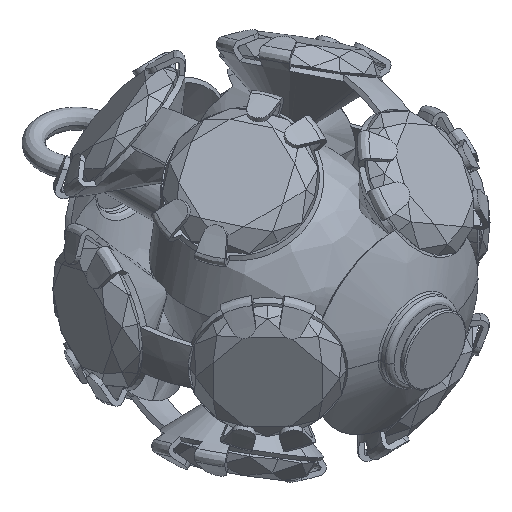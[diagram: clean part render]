
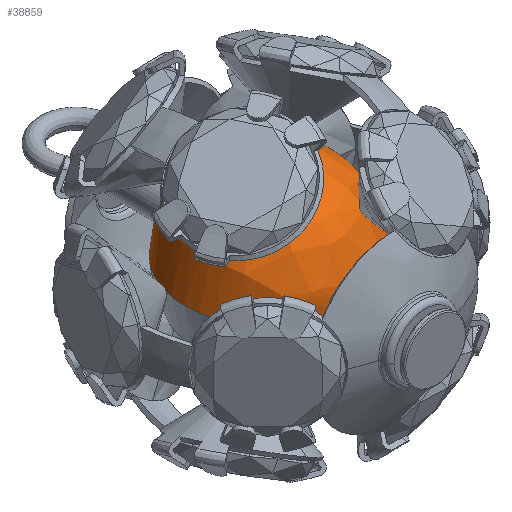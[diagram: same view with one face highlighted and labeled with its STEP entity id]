
A CAD part, isometric view. The second image highlights one B-rep face of the part: STEP entity #38859.
In plain terms, the highlighted free-form (B-spline) face has degree [2, 2] with [5, 3] control points.
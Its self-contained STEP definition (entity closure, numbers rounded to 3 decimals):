
#38727 = EDGE_CURVE('',#38728,#38730,#38732,.T.);
#38728 = VERTEX_POINT('',#38729);
#38729 = CARTESIAN_POINT('',(1.06,3.871,0.));
#38730 = VERTEX_POINT('',#38731);
#38731 = CARTESIAN_POINT('',(1.06,-3.871,0.));
#38732 = ( BOUNDED_CURVE() B_SPLINE_CURVE(2,(#38733,#38734,#38735),
.UNSPECIFIED.,.F.,.F.) B_SPLINE_CURVE_WITH_KNOTS((3,3),(0.,
2.607),.PIECEWISE_BEZIER_KNOTS.) CURVE() 
GEOMETRIC_REPRESENTATION_ITEM() RATIONAL_B_SPLINE_CURVE((1.,
0.264,1.)) REPRESENTATION_ITEM('') );
#38733 = CARTESIAN_POINT('',(1.06,3.871,0.));
#38734 = CARTESIAN_POINT('',(15.195,0.,0.));
#38735 = CARTESIAN_POINT('',(1.06,-3.871,0.));
#38738 = VERTEX_POINT('',#38739);
#38739 = CARTESIAN_POINT('',(-1.06,-3.871,0.));
#38747 = EDGE_CURVE('',#38748,#38738,#38750,.T.);
#38748 = VERTEX_POINT('',#38749);
#38749 = CARTESIAN_POINT('',(-1.06,3.871,0.));
#38750 = ( BOUNDED_CURVE() B_SPLINE_CURVE(2,(#38751,#38752,#38753),
.UNSPECIFIED.,.F.,.F.) B_SPLINE_CURVE_WITH_KNOTS((3,3),(0.,
2.607),.PIECEWISE_BEZIER_KNOTS.) CURVE() 
GEOMETRIC_REPRESENTATION_ITEM() RATIONAL_B_SPLINE_CURVE((1.,
0.264,1.)) REPRESENTATION_ITEM('') );
#38751 = CARTESIAN_POINT('',(-1.06,3.871,0.));
#38752 = CARTESIAN_POINT('',(-15.195,0.,0.));
#38753 = CARTESIAN_POINT('',(-1.06,-3.871,0.));
#38836 = EDGE_CURVE('',#38728,#38748,#38837,.T.);
#38837 = ( BOUNDED_CURVE() B_SPLINE_CURVE(2,(#38838,#38839,#38840,#38841
,#38842),.UNSPECIFIED.,.F.,.F.) B_SPLINE_CURVE_WITH_KNOTS((3,2,3),(0.,
1.571,3.142),.PIECEWISE_BEZIER_KNOTS.) CURVE() 
GEOMETRIC_REPRESENTATION_ITEM() RATIONAL_B_SPLINE_CURVE((1.,
0.707,1.,0.707,1.)) REPRESENTATION_ITEM('') );
#38838 = CARTESIAN_POINT('',(1.06,3.871,0.));
#38839 = CARTESIAN_POINT('',(1.06,3.871,1.06
    ));
#38840 = CARTESIAN_POINT('',(0.,3.871,
    1.06));
#38841 = CARTESIAN_POINT('',(-1.06,3.871,
    1.06));
#38842 = CARTESIAN_POINT('',(-1.06,3.871,
    0.));
#38859 = ADVANCED_FACE('',(#38860),#38873,.T.);
#38860 = FACE_BOUND('',#38861,.T.);
#38861 = EDGE_LOOP('',(#38862,#38863,#38871,#38872));
#38862 = ORIENTED_EDGE('',*,*,#38747,.T.);
#38863 = ORIENTED_EDGE('',*,*,#38864,.F.);
#38864 = EDGE_CURVE('',#38730,#38738,#38865,.T.);
#38865 = ( BOUNDED_CURVE() B_SPLINE_CURVE(2,(#38866,#38867,#38868,#38869
,#38870),.UNSPECIFIED.,.F.,.F.) B_SPLINE_CURVE_WITH_KNOTS((3,2,3),(0.,
1.571,3.142),.PIECEWISE_BEZIER_KNOTS.) CURVE() 
GEOMETRIC_REPRESENTATION_ITEM() RATIONAL_B_SPLINE_CURVE((1.,
0.707,1.,0.707,1.)) REPRESENTATION_ITEM('') );
#38866 = CARTESIAN_POINT('',(1.06,-3.871,0.));
#38867 = CARTESIAN_POINT('',(1.06,-3.871,
    1.06));
#38868 = CARTESIAN_POINT('',(0.,-3.871,
    1.06));
#38869 = CARTESIAN_POINT('',(-1.06,-3.871,
    1.06));
#38870 = CARTESIAN_POINT('',(-1.06,-3.871,
    0.));
#38871 = ORIENTED_EDGE('',*,*,#38727,.F.);
#38872 = ORIENTED_EDGE('',*,*,#38836,.T.);
#38873 = ( BOUNDED_SURFACE() B_SPLINE_SURFACE(2,2,(
    (#38874,#38875,#38876)
    ,(#38877,#38878,#38879)
    ,(#38880,#38881,#38882)
    ,(#38883,#38884,#38885)
    ,(#38886,#38887,#38888
)),.UNSPECIFIED.,.F.,.F.,.F.) B_SPLINE_SURFACE_WITH_KNOTS((3,2,3),(3,3),
  (3.142,4.712,6.283),(-1.303,
    1.303),.PIECEWISE_BEZIER_KNOTS.) 
GEOMETRIC_REPRESENTATION_ITEM() RATIONAL_B_SPLINE_SURFACE((
    (1.,0.264,1.)
    ,(0.707,0.187,0.707)
    ,(1.,0.264,1.)
    ,(0.707,0.187,0.707)
,(1.,0.264,1.))) REPRESENTATION_ITEM('') SURFACE() );
#38874 = CARTESIAN_POINT('',(1.06,3.871,
    0.));
#38875 = CARTESIAN_POINT('',(15.195,0.,
    0.));
#38876 = CARTESIAN_POINT('',(1.06,-3.871,
    0.));
#38877 = CARTESIAN_POINT('',(1.06,3.871,
    1.06));
#38878 = CARTESIAN_POINT('',(15.195,0.,
    15.195));
#38879 = CARTESIAN_POINT('',(1.06,-3.871,
    1.06));
#38880 = CARTESIAN_POINT('',(0.,3.871,
    1.06));
#38881 = CARTESIAN_POINT('',(0.,0.,
    15.195));
#38882 = CARTESIAN_POINT('',(0.,-3.871,
    1.06));
#38883 = CARTESIAN_POINT('',(-1.06,3.871,
    1.06));
#38884 = CARTESIAN_POINT('',(-15.195,0.,
    15.195));
#38885 = CARTESIAN_POINT('',(-1.06,-3.871,
    1.06));
#38886 = CARTESIAN_POINT('',(-1.06,3.871,
    0.));
#38887 = CARTESIAN_POINT('',(-15.195,0.,
    0.));
#38888 = CARTESIAN_POINT('',(-1.06,-3.871,
    0.));
